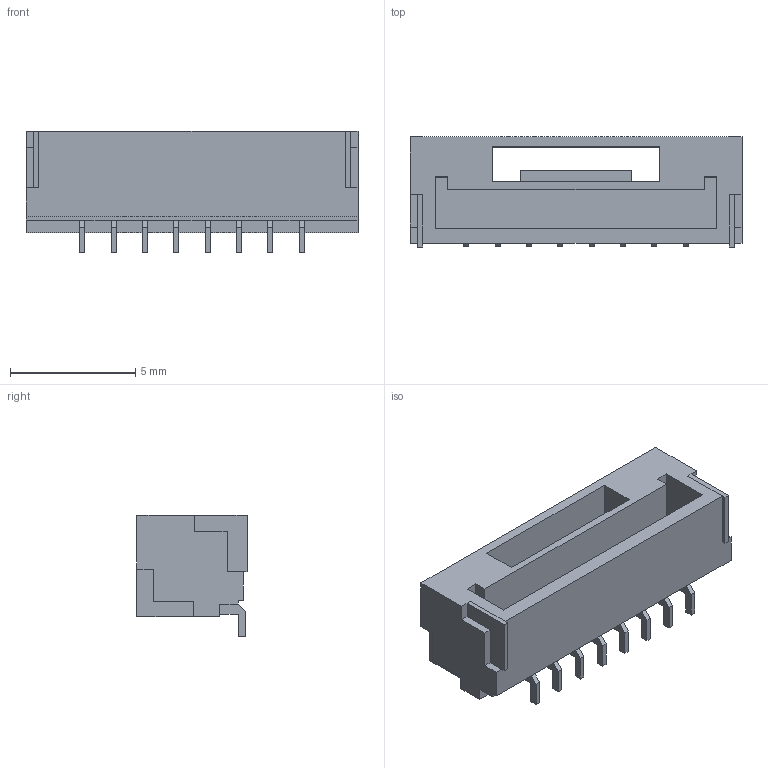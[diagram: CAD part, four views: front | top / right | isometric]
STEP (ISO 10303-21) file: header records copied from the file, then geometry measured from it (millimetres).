
FILE_DESCRIPTION (( 'STEP AP214' ), '1' );
FILE_NAME ('JST SM08B-GHS-TB.STEP', '2015-11-28T06:50:27', ( '' ), ( '' ), 'SwSTEP 2.0', 'SolidWorks 2015', '' );
FILE_SCHEMA (( 'AUTOMOTIVE_DESIGN' ));
Length unit declared in the file: millimetre
Products named in the file (1): JST SM08B-GHS-TB
Bounding box: 13.25 x 4.4 x 4.85 mm (x, y, z)
Volume: 136.6 mm3; surface area: 392 mm2
Topology: 1 solids, 1 shells, 120 faces, 328 edges, 212 vertices
Faces by surface type: plane 120
Entity records: 5050 total; most frequent: CARTESIAN_POINT 661, ORIENTED_EDGE 656, DIRECTION 570, VECTOR 328, LINE 328, EDGE_CURVE 328, VERTEX_POINT 212, EDGE_LOOP 124
